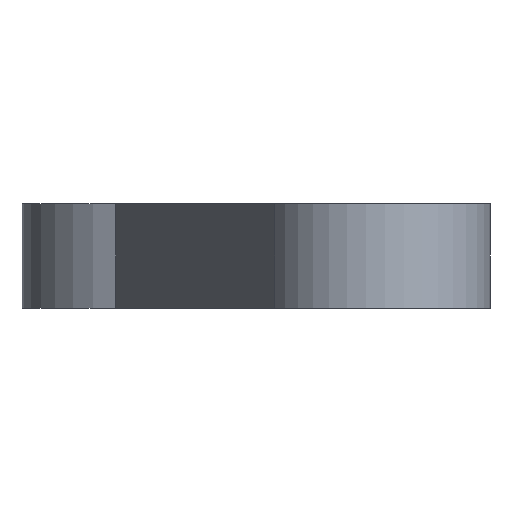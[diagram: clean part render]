
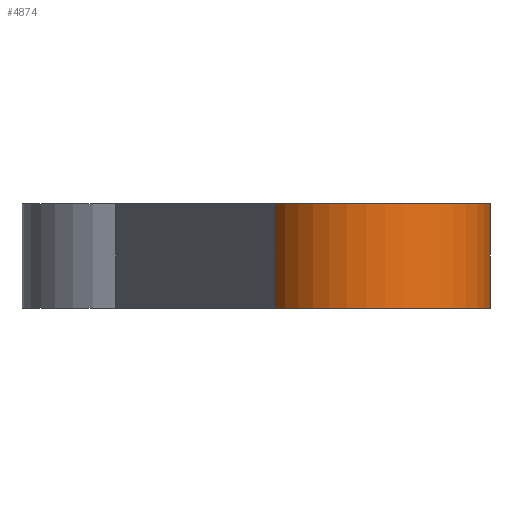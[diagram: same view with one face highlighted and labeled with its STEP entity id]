
A CAD part, left-side view. The second image highlights one B-rep face of the part: STEP entity #4874.
In plain terms, the highlighted cylindrical face has radius 16.5 mm (diameter 33 mm), a partial arc.
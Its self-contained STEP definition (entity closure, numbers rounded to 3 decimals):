
#101=CARTESIAN_POINT('',(-55.,-30.,-7.5));
#102=DIRECTION('',(0.,0.,1.));
#103=DIRECTION('',(-0.469,0.883,0.));
#104=AXIS2_PLACEMENT_3D('',#101,#102,#103);
#141=CARTESIAN_POINT('',(-55.,-30.,7.5));
#142=DIRECTION('',(0.,0.,1.));
#143=DIRECTION('',(-0.469,0.883,0.));
#144=AXIS2_PLACEMENT_3D('',#141,#142,#143);
#1114=DIRECTION('',(0.,0.,1.));
#1115=VECTOR('',#1114,15.);
#1116=CARTESIAN_POINT('',(-52.135,-46.249,-7.5));
#1117=LINE('',#1116,#1115);
#1118=DIRECTION('',(0.,0.,1.));
#1119=VECTOR('',#1118,15.);
#1120=CARTESIAN_POINT('',(-62.746,-15.431,-7.5));
#1121=LINE('',#1120,#1119);
#3117=CARTESIAN_POINT('',(-62.746,-15.431,-7.5));
#3119=VERTEX_POINT('',#3117);
#3120=CARTESIAN_POINT('',(-52.135,-46.249,-7.5));
#3121=VERTEX_POINT('',#3120);
#3123=CARTESIAN_POINT('',(-62.746,-15.431,7.5));
#3125=VERTEX_POINT('',#3123);
#3126=CARTESIAN_POINT('',(-52.135,-46.249,7.5));
#3127=VERTEX_POINT('',#3126);
#4862=CARTESIAN_POINT('',(-55.,-30.,-7.5));
#4863=DIRECTION('',(0.,0.,1.));
#4864=DIRECTION('',(1.,0.,0.));
#4865=AXIS2_PLACEMENT_3D('',#4862,#4863,#4864);
#4866=CYLINDRICAL_SURFACE('',#4865,16.5);
#4867=ORIENTED_EDGE('',*,*,#4149,.F.);
#4869=ORIENTED_EDGE('',*,*,#4868,.T.);
#4870=ORIENTED_EDGE('',*,*,#4250,.T.);
#4871=ORIENTED_EDGE('',*,*,#4856,.F.);
#4872=EDGE_LOOP('',(#4867,#4869,#4870,#4871));
#4873=FACE_OUTER_BOUND('',#4872,.F.);
#4874=ADVANCED_FACE('',(#4873),#4866,.T.);
#105=CIRCLE('',#104,16.5);
#145=CIRCLE('',#144,16.5);
#4149=EDGE_CURVE('',#3119,#3121,#105,.T.);
#4250=EDGE_CURVE('',#3125,#3127,#145,.T.);
#4856=EDGE_CURVE('',#3121,#3127,#1117,.T.);
#4868=EDGE_CURVE('',#3119,#3125,#1121,.T.);
